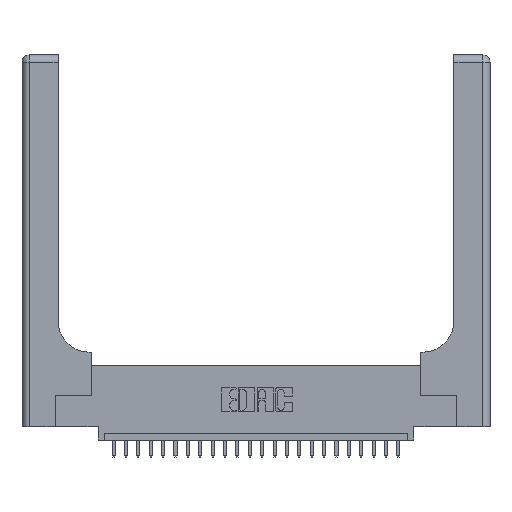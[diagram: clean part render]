
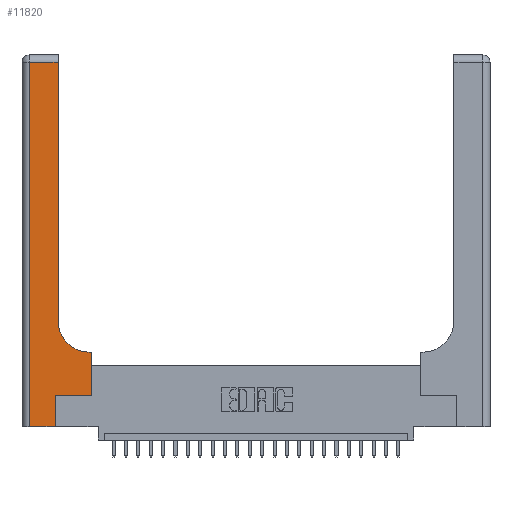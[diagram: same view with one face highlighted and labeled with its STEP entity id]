
A CAD part, top view. The second image highlights one B-rep face of the part: STEP entity #11820.
In plain terms, the highlighted planar face has unit normal (0, 0, 1).
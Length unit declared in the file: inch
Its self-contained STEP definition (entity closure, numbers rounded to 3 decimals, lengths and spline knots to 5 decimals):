
#16 = DIRECTION ( 'NONE',  ( 0., 1., 0. ) ) ;
#131 = LINE ( 'NONE', #17130, #3278 ) ;
#466 = DIRECTION ( 'NONE',  ( 1., 0., 0. ) ) ;
#610 = EDGE_CURVE ( 'NONE', #9630, #23773, #12588, .T. ) ;
#930 = CARTESIAN_POINT ( 'NONE',  ( 0.06, 2.94, 0.37 ) ) ;
#1429 = EDGE_CURVE ( 'NONE', #3790, #16203, #131, .T. ) ;
#1974 = EDGE_CURVE ( 'NONE', #23773, #3790, #13856, .T. ) ;
#2201 = DIRECTION ( 'NONE',  ( 0., 1., 0. ) ) ;
#2302 = CARTESIAN_POINT ( 'NONE',  ( 0., 3., 0.37 ) ) ;
#2359 = VERTEX_POINT ( 'NONE', #24471 ) ;
#2806 = LINE ( 'NONE', #7640, #23421 ) ;
#3278 = VECTOR ( 'NONE', #23173, 39.37008 ) ;
#3408 = CARTESIAN_POINT ( 'NONE',  ( 0.269, 0., 0.37 ) ) ;
#3413 = LINE ( 'NONE', #21958, #13370 ) ;
#3790 = VERTEX_POINT ( 'NONE', #11538 ) ;
#4536 = DIRECTION ( 'NONE',  ( -1., 0., 0. ) ) ;
#4626 = DIRECTION ( 'NONE',  ( 1., 0., 0. ) ) ;
#4792 = DIRECTION ( 'NONE',  ( 1., 0., 0. ) ) ;
#4891 = CARTESIAN_POINT ( 'NONE',  ( 0., 0., 0.37 ) ) ;
#4971 = EDGE_CURVE ( 'NONE', #5460, #22405, #3413, .T. ) ;
#5331 = CARTESIAN_POINT ( 'NONE',  ( 0.2915, 0.85, 0.37 ) ) ;
#5460 = VERTEX_POINT ( 'NONE', #5331 ) ;
#5981 = CARTESIAN_POINT ( 'NONE',  ( 0.2915, 2.94, 0.37 ) ) ;
#7502 = ORIENTED_EDGE ( 'NONE', *, *, #4971, .T. ) ;
#7640 = CARTESIAN_POINT ( 'NONE',  ( 0.06, 3., 0.37 ) ) ;
#7665 = DIRECTION ( 'NONE',  ( 0., 0., -1. ) ) ;
#7728 = ORIENTED_EDGE ( 'NONE', *, *, #1429, .T. ) ;
#8025 = CARTESIAN_POINT ( 'NONE',  ( 0.5585, 0.25, 0.37 ) ) ;
#8040 = FACE_OUTER_BOUND ( 'NONE', #18318, .T. ) ;
#9318 = CARTESIAN_POINT ( 'NONE',  ( 0.5415, 0.85, 0.37 ) ) ;
#9630 = VERTEX_POINT ( 'NONE', #23716 ) ;
#10398 = VERTEX_POINT ( 'NONE', #3408 ) ;
#10680 = EDGE_CURVE ( 'NONE', #16203, #5460, #25275, .T. ) ;
#10912 = EDGE_CURVE ( 'NONE', #16017, #2359, #2806, .T. ) ;
#11538 = CARTESIAN_POINT ( 'NONE',  ( 0.5585, 0.6, 0.37 ) ) ;
#11742 = ORIENTED_EDGE ( 'NONE', *, *, #12786, .T. ) ;
#11820 = ADVANCED_FACE ( 'NONE', ( #8040 ), #14247, .F. ) ;
#12008 = ORIENTED_EDGE ( 'NONE', *, *, #19358, .T. ) ;
#12499 = CARTESIAN_POINT ( 'NONE',  ( 0.5585, 0.25, 0.37 ) ) ;
#12564 = VECTOR ( 'NONE', #16, 39.37008 ) ;
#12588 = LINE ( 'NONE', #14607, #15753 ) ;
#12786 = EDGE_CURVE ( 'NONE', #22405, #16017, #14295, .T. ) ;
#13370 = VECTOR ( 'NONE', #21801, 39.37008 ) ;
#13372 = ORIENTED_EDGE ( 'NONE', *, *, #15139, .T. ) ;
#13581 = VECTOR ( 'NONE', #2201, 39.37008 ) ;
#13856 = LINE ( 'NONE', #8025, #12564 ) ;
#14008 = VECTOR ( 'NONE', #22731, 39.37008 ) ;
#14146 = CARTESIAN_POINT ( 'NONE',  ( 0.269, 0., 0.37 ) ) ;
#14247 = PLANE ( 'NONE',  #24088 ) ;
#14295 = LINE ( 'NONE', #16249, #14008 ) ;
#14563 = LINE ( 'NONE', #4891, #21135 ) ;
#14607 = CARTESIAN_POINT ( 'NONE',  ( 0.269, 0.25, 0.37 ) ) ;
#15139 = EDGE_CURVE ( 'NONE', #10398, #9630, #22304, .T. ) ;
#15753 = VECTOR ( 'NONE', #466, 39.37008 ) ;
#16017 = VERTEX_POINT ( 'NONE', #930 ) ;
#16203 = VERTEX_POINT ( 'NONE', #21938 ) ;
#16229 = DIRECTION ( 'NONE',  ( 0., 0., -1. ) ) ;
#16249 = CARTESIAN_POINT ( 'NONE',  ( 0., 2.94, 0.37 ) ) ;
#17130 = CARTESIAN_POINT ( 'NONE',  ( 0.2915, 0.6, 0.37 ) ) ;
#18318 = EDGE_LOOP ( 'NONE', ( #7502, #11742, #21875, #12008, #13372, #23921, #21527, #7728, #22416 ) ) ;
#19358 = EDGE_CURVE ( 'NONE', #2359, #10398, #14563, .T. ) ;
#21135 = VECTOR ( 'NONE', #4792, 39.37008 ) ;
#21527 = ORIENTED_EDGE ( 'NONE', *, *, #1974, .T. ) ;
#21801 = DIRECTION ( 'NONE',  ( 0., 1., 0. ) ) ;
#21875 = ORIENTED_EDGE ( 'NONE', *, *, #10912, .T. ) ;
#21938 = CARTESIAN_POINT ( 'NONE',  ( 0.5415, 0.6, 0.37 ) ) ;
#21958 = CARTESIAN_POINT ( 'NONE',  ( 0.2915, 3., 0.37 ) ) ;
#22304 = LINE ( 'NONE', #14146, #13581 ) ;
#22405 = VERTEX_POINT ( 'NONE', #5981 ) ;
#22416 = ORIENTED_EDGE ( 'NONE', *, *, #10680, .T. ) ;
#22731 = DIRECTION ( 'NONE',  ( -1., 0., 0. ) ) ;
#23173 = DIRECTION ( 'NONE',  ( -1., 0., 0. ) ) ;
#23421 = VECTOR ( 'NONE', #25416, 39.37008 ) ;
#23716 = CARTESIAN_POINT ( 'NONE',  ( 0.269, 0.25, 0.37 ) ) ;
#23773 = VERTEX_POINT ( 'NONE', #12499 ) ;
#23921 = ORIENTED_EDGE ( 'NONE', *, *, #610, .T. ) ;
#24088 = AXIS2_PLACEMENT_3D ( 'NONE', #2302, #16229, #4536 ) ;
#24471 = CARTESIAN_POINT ( 'NONE',  ( 0.06, 0., 0.37 ) ) ;
#24572 = AXIS2_PLACEMENT_3D ( 'NONE', #9318, #7665, #4626 ) ;
#25275 = CIRCLE ( 'NONE', #24572, 0.25 ) ;
#25416 = DIRECTION ( 'NONE',  ( 0., -1., 0. ) ) ;
